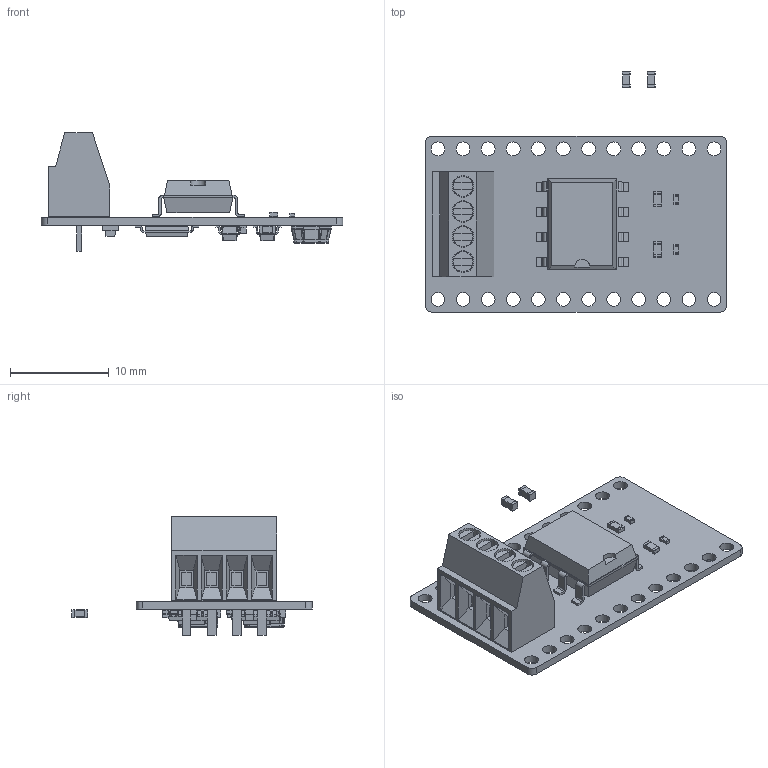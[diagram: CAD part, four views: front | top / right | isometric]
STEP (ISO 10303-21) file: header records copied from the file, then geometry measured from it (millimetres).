
FILE_DESCRIPTION(('KiCad electronic assembly'),'2;1');
FILE_NAME('ANA.step','2021-04-19T20:24:25',('An Author'),('A Company'), 'Open CASCADE STEP processor 7.3','KiCad to STEP converter','Unknown' );
FILE_SCHEMA(('AUTOMOTIVE_DESIGN { 1 0 10303 214 1 1 1 1 }'));
Length unit declared in the file: millimetre
Products named in the file (20): Open CASCADE STEP translator 7.3 1; C_0603_1608Metric; SOLID; R_0402_1005Metric; L_Bourns-SRN4018; COMPOUND; SOT-23-6; R_0603_1608Metric; LED_0603_1608Metric; TerminalBlock_Phoenix_MPT-0,5-4-2.54_1x04_P2.54mm_Horizontal; TSSOP-16_4.4x5mm_P0.65mm; SMDIP-8_W9.53mm
Assembly tree (38 placements, depth 3):
  Open CASCADE STEP translator 7.3 1
    C_0603_1608Metric  x6
      SOLID
    R_0402_1005Metric  x2
      SOLID
    L_Bourns-SRN4018  x2
      COMPOUND
    SOT-23-6  x4
      SOLID
    R_0603_1608Metric  x8
      SOLID
    LED_0603_1608Metric  x2
      SOLID
    TerminalBlock_Phoenix_MPT-0,5-4-2.54_1x04_P2.54mm_Horizontal
      SOLID
    TSSOP-16_4.4x5mm_P0.65mm  x2
      SOLID
    SMDIP-8_W9.53mm
      SOLID
    COMPOUND
Bounding box: 30.48 x 24.3 x 12 mm (x, y, z)
Volume: 1132.7 mm3; surface area: 2822.5 mm2
Topology: 37 solids, 37 shells, 2147 faces, 5481 edges, 3432 vertices
Faces by surface type: plane 1264, cylinder 559, bspline 284, torus 32, sphere 8
Full cylindrical faces by diameter (mm): 0.5 x2, 1.1 x4, 1.4 x24, 2 x4, 2.2 x4
Entity records: 71186 total; most frequent: CARTESIAN_POINT 14411, DIRECTION 9186, LINE 5995, VECTOR 5995, ORIENTED_EDGE 4978, PCURVE 4978, DEFINITIONAL_REPRESENTATION 4978, EDGE_CURVE 2489
